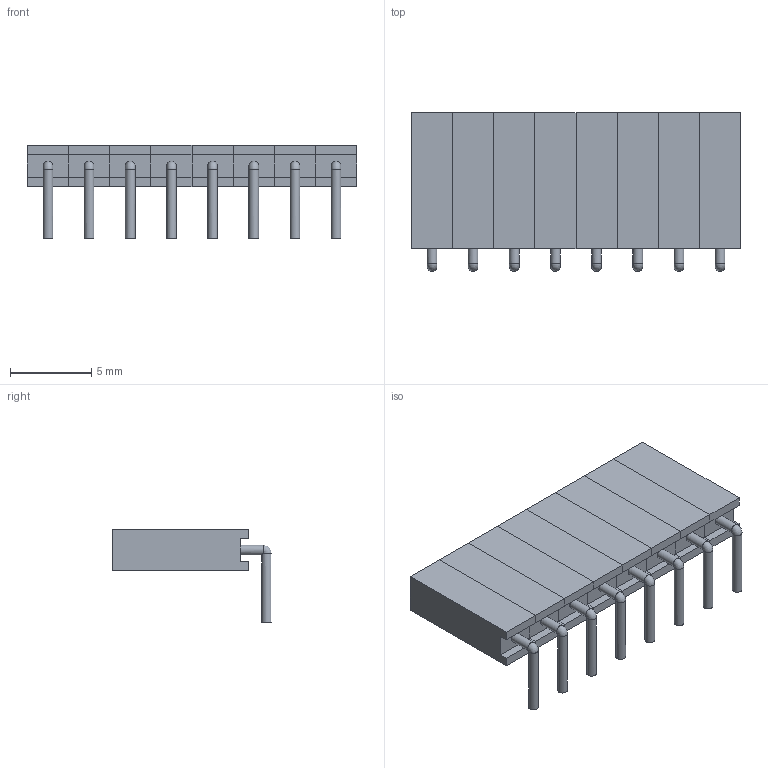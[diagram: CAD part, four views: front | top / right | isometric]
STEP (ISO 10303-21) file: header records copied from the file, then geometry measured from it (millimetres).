
FILE_DESCRIPTION(('STEP AP214'), '1');
FILE_NAME('栖闉罻', '2016-01-15T12:38:38', ('UNSPECIFIED'), ('UNSPECIFIED'), 'ASCON STEP Converter 1.3', 'ASCON Math Kernel', '');
FILE_SCHEMA(('AUTOMOTIVE_DESIGN { 1 0 10303 214 3 1 1}'));
Length unit declared in the file: millimetre
Assembly tree (8 placements, depth 2):
  (unnamed)
    (unnamed)  x8
Bounding box: 20.32 x 9.8 x 5.74 mm (x, y, z)
Volume: 408.4 mm3; surface area: 1063.2 mm2
Topology: 8 solids, 8 shells, 600 faces, 1576 edges, 1024 vertices
Faces by surface type: plane 384, cylinder 208, torus 8
Full cylindrical faces by diameter (mm): 0.6 x16
Entity records: 3152 total; most frequent: DIRECTION 412, CARTESIAN_POINT 408, ORIENTED_EDGE 386, EDGE_CURVE 193, LINE 140, VECTOR 140, AXIS2_PLACEMENT_3D 136, VERTEX_POINT 128
